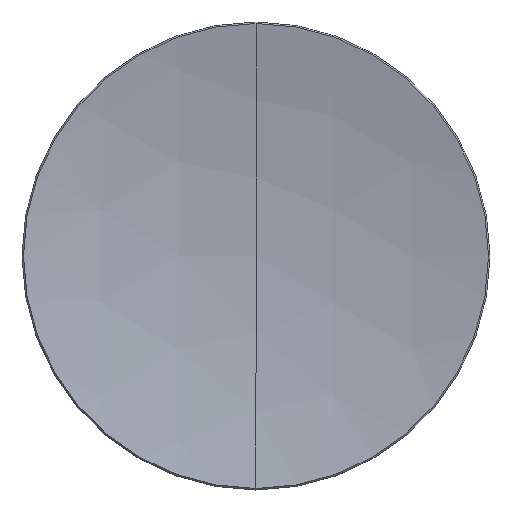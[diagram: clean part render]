
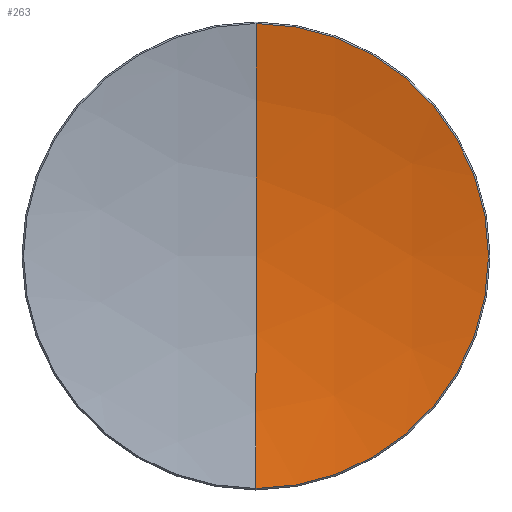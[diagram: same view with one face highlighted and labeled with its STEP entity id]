
A CAD part, top view. The second image highlights one B-rep face of the part: STEP entity #263.
In plain terms, the highlighted spherical face has radius 119.32 mm.
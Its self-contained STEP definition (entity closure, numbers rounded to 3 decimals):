
#4 = DIRECTION ( 'NONE',  ( 0., 1., 0. ) ) ;
#13 = EDGE_CURVE ( 'NONE', #264, #82, #73, .T. ) ;
#16 = AXIS2_PLACEMENT_3D ( 'NONE', #271, #91, #4 ) ;
#18 = EDGE_CURVE ( 'NONE', #82, #80, #66, .T. ) ;
#27 = CARTESIAN_POINT ( 'NONE',  ( 0., 0., 15.664 ) ) ;
#29 = DIRECTION ( 'NONE',  ( 0., 0., -1. ) ) ;
#30 = DIRECTION ( 'NONE',  ( 0., 0., 1. ) ) ;
#44 = CARTESIAN_POINT ( 'NONE',  ( 25.236, 0., 15.664 ) ) ;
#58 = CIRCLE ( 'NONE', #62, 25.236 ) ;
#62 = AXIS2_PLACEMENT_3D ( 'NONE', #27, #30, #181 ) ;
#63 = DIRECTION ( 'NONE',  ( 0., -1., 0. ) ) ;
#66 = CIRCLE ( 'NONE', #165, 25.236 ) ;
#71 = CARTESIAN_POINT ( 'NONE',  ( 0., 25.236, 15.664 ) ) ;
#73 = CIRCLE ( 'NONE', #155, 119.32 ) ;
#80 = VERTEX_POINT ( 'NONE', #44 ) ;
#82 = VERTEX_POINT ( 'NONE', #218 ) ;
#91 = DIRECTION ( 'NONE',  ( -1., 0., 0. ) ) ;
#121 = DIRECTION ( 'NONE',  ( 1., 0., 0. ) ) ;
#140 = EDGE_LOOP ( 'NONE', ( #280, #255, #145, #189 ) ) ;
#144 = DIRECTION ( 'NONE',  ( 0., 0., 1. ) ) ;
#145 = ORIENTED_EDGE ( 'NONE', *, *, #18, .T. ) ;
#148 = CARTESIAN_POINT ( 'NONE',  ( 0., 0., 15.664 ) ) ;
#154 = CARTESIAN_POINT ( 'NONE',  ( 0., 0., 12.965 ) ) ;
#155 = AXIS2_PLACEMENT_3D ( 'NONE', #214, #171, #63 ) ;
#165 = AXIS2_PLACEMENT_3D ( 'NONE', #148, #144, #121 ) ;
#171 = DIRECTION ( 'NONE',  ( -1., 0., 0. ) ) ;
#181 = DIRECTION ( 'NONE',  ( 1., 0., 0. ) ) ;
#189 = ORIENTED_EDGE ( 'NONE', *, *, #192, .T. ) ;
#192 = EDGE_CURVE ( 'NONE', #80, #233, #58, .T. ) ;
#196 = AXIS2_PLACEMENT_3D ( 'NONE', #220, #242, #29 ) ;
#198 = SPHERICAL_SURFACE ( 'NONE', #16, 119.32 ) ;
#200 = FACE_OUTER_BOUND ( 'NONE', #140, .T. ) ;
#214 = CARTESIAN_POINT ( 'NONE',  ( 0., 0., 132.285 ) ) ;
#218 = CARTESIAN_POINT ( 'NONE',  ( 0., -25.236, 15.664 ) ) ;
#220 = CARTESIAN_POINT ( 'NONE',  ( 0., 0., 132.285 ) ) ;
#233 = VERTEX_POINT ( 'NONE', #71 ) ;
#239 = EDGE_CURVE ( 'NONE', #264, #233, #257, .T. ) ;
#242 = DIRECTION ( 'NONE',  ( 1., 0., 0. ) ) ;
#255 = ORIENTED_EDGE ( 'NONE', *, *, #13, .T. ) ;
#257 = CIRCLE ( 'NONE', #196, 119.32 ) ;
#263 = ADVANCED_FACE ( 'NONE', ( #200 ), #198, .F. ) ;
#264 = VERTEX_POINT ( 'NONE', #154 ) ;
#271 = CARTESIAN_POINT ( 'NONE',  ( 0., 0., 132.285 ) ) ;
#280 = ORIENTED_EDGE ( 'NONE', *, *, #239, .F. ) ;
